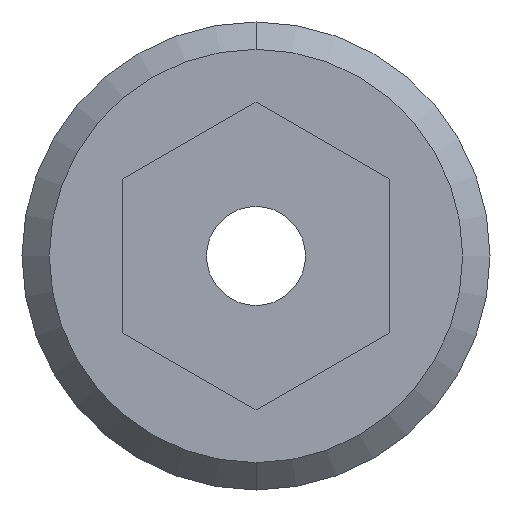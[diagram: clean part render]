
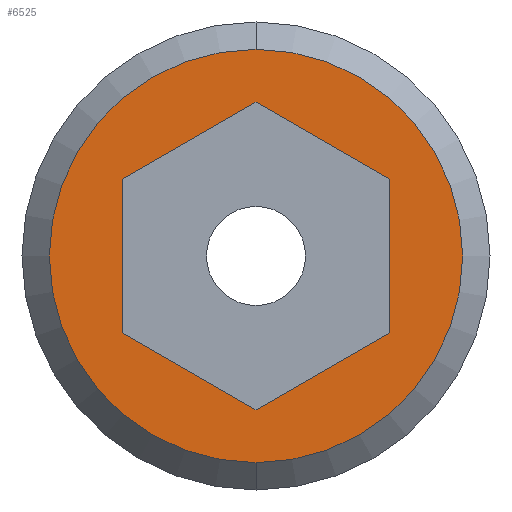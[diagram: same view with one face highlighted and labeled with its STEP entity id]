
A CAD part, left-side view. The second image highlights one B-rep face of the part: STEP entity #6525.
In plain terms, the highlighted planar face has unit normal (-1, 0, 0).
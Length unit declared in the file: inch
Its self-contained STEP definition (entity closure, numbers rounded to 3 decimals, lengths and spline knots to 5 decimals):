
#3000=CARTESIAN_POINT('',(-0.085,0.,0.));
#3001=DIRECTION('',(-1.,0.,0.));
#3002=DIRECTION('',(0.,1.,0.));
#3003=AXIS2_PLACEMENT_3D('',#3000,#3001,#3002);
#3018=DIRECTION('',(0.,0.5,0.866));
#3019=VECTOR('',#3018,0.04503);
#3020=CARTESIAN_POINT('',(-0.085,0.02252,-0.039));
#3021=LINE('',#3020,#3019);
#3022=DIRECTION('',(0.,1.,0.));
#3023=VECTOR('',#3022,0.04503);
#3024=CARTESIAN_POINT('',(-0.085,-0.02252,-0.039));
#3025=LINE('',#3024,#3023);
#3026=DIRECTION('',(0.,0.5,-0.866));
#3027=VECTOR('',#3026,0.04503);
#3028=CARTESIAN_POINT('',(-0.085,-0.04503,0.));
#3029=LINE('',#3028,#3027);
#3030=DIRECTION('',(0.,-0.5,-0.866));
#3031=VECTOR('',#3030,0.04503);
#3032=CARTESIAN_POINT('',(-0.085,-0.02252,0.039));
#3033=LINE('',#3032,#3031);
#3034=DIRECTION('',(0.,-1.,0.));
#3035=VECTOR('',#3034,0.04503);
#3036=CARTESIAN_POINT('',(-0.085,0.02252,0.039));
#3037=LINE('',#3036,#3035);
#3038=DIRECTION('',(0.,-0.5,0.866));
#3039=VECTOR('',#3038,0.04503);
#3040=CARTESIAN_POINT('',(-0.085,0.04503,0.));
#3041=LINE('',#3040,#3039);
#3042=CARTESIAN_POINT('',(-0.085,0.,0.));
#3043=DIRECTION('',(1.,0.,0.));
#3044=DIRECTION('',(0.,1.,0.));
#3045=AXIS2_PLACEMENT_3D('',#3042,#3043,#3044);
#3242=CARTESIAN_POINT('',(-0.085,0.0605,0.));
#3243=CARTESIAN_POINT('',(-0.085,-0.0605,0.));
#3244=VERTEX_POINT('',#3242);
#3245=VERTEX_POINT('',#3243);
#3262=CARTESIAN_POINT('',(-0.085,0.02252,-0.039));
#3263=CARTESIAN_POINT('',(-0.085,0.04503,0.));
#3264=VERTEX_POINT('',#3262);
#3265=VERTEX_POINT('',#3263);
#3266=CARTESIAN_POINT('',(-0.085,-0.02252,-0.039));
#3267=VERTEX_POINT('',#3266);
#3268=CARTESIAN_POINT('',(-0.085,-0.04503,0.));
#3269=VERTEX_POINT('',#3268);
#3270=CARTESIAN_POINT('',(-0.085,-0.02252,0.039));
#3271=VERTEX_POINT('',#3270);
#3272=CARTESIAN_POINT('',(-0.085,0.02252,0.039));
#3273=VERTEX_POINT('',#3272);
#6501=CARTESIAN_POINT('',(-0.085,0.,0.));
#6502=DIRECTION('',(1.,0.,0.));
#6503=DIRECTION('',(0.,-1.,0.));
#6504=AXIS2_PLACEMENT_3D('',#6501,#6502,#6503);
#6505=PLANE('',#6504);
#6506=ORIENTED_EDGE('',*,*,#6491,.F.);
#6508=ORIENTED_EDGE('',*,*,#6507,.T.);
#6509=EDGE_LOOP('',(#6506,#6508));
#6510=FACE_OUTER_BOUND('',#6509,.F.);
#6512=ORIENTED_EDGE('',*,*,#6511,.F.);
#6514=ORIENTED_EDGE('',*,*,#6513,.F.);
#6516=ORIENTED_EDGE('',*,*,#6515,.F.);
#6518=ORIENTED_EDGE('',*,*,#6517,.F.);
#6520=ORIENTED_EDGE('',*,*,#6519,.F.);
#6522=ORIENTED_EDGE('',*,*,#6521,.F.);
#6523=EDGE_LOOP('',(#6512,#6514,#6516,#6518,#6520,#6522));
#6524=FACE_BOUND('',#6523,.F.);
#3004=CIRCLE('',#3003,0.0605);
#3046=CIRCLE('',#3045,0.0605);
#6491=EDGE_CURVE('',#3244,#3245,#3004,.T.);
#6507=EDGE_CURVE('',#3244,#3245,#3046,.T.);
#6511=EDGE_CURVE('',#3264,#3265,#3021,.T.);
#6513=EDGE_CURVE('',#3267,#3264,#3025,.T.);
#6515=EDGE_CURVE('',#3269,#3267,#3029,.T.);
#6517=EDGE_CURVE('',#3271,#3269,#3033,.T.);
#6519=EDGE_CURVE('',#3273,#3271,#3037,.T.);
#6521=EDGE_CURVE('',#3265,#3273,#3041,.T.);
#6525=ADVANCED_FACE('',(#6510,#6524),#6505,.F.);
